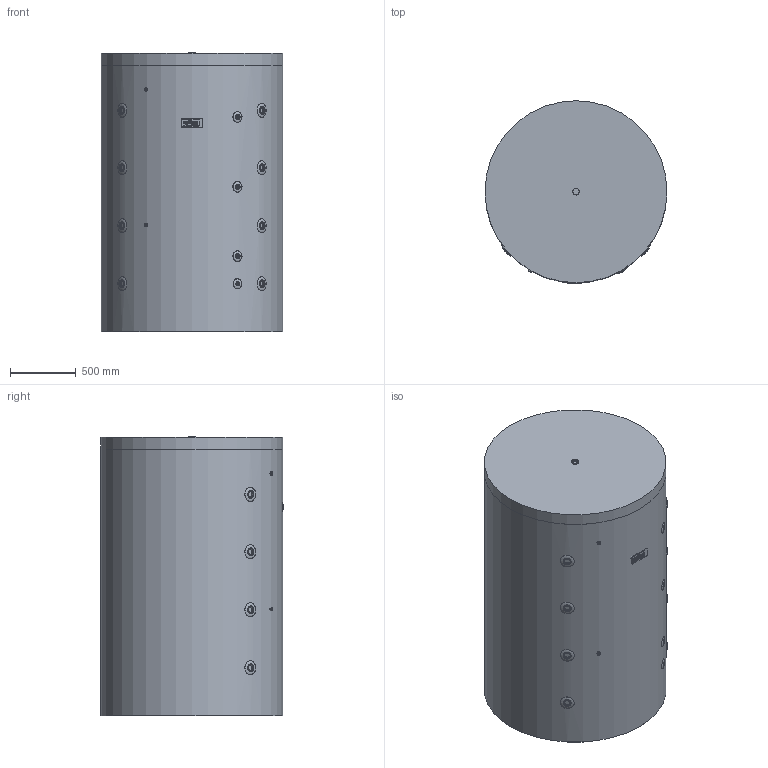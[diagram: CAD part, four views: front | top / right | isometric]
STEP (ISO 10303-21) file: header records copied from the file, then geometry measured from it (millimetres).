
FILE_DESCRIPTION(/* description */ (''),/* implementation_level */ '2;1');
FILE_NAME(/* name */ '3d_HF2000_1silver-8502900.stp',/* time_stamp */ '2015-12-08T08:05:48+01:00',/* author */ ('Andrzej'),/* organization */ (''),/* preprocessor_version */ 'ST-DEVELOPER v15.5',/* originating_system */ 'AutoCAD Mechanical',/* authorisation */ '');
FILE_SCHEMA (('AUTOMOTIVE_DESIGN { 1 0 10303 214 3 1 1 }'));
Length unit declared in the file: millimetre
Products named in the file (1): Product
Bounding box: 1380 x 1382.92 x 2122 mm (x, y, z)
Volume: 2940355637.9 mm3; surface area: 52073520.1 mm2
Topology: 35 solids, 35 shells, 464 faces, 1096 edges, 722 vertices
Faces by surface type: plane 202, cylinder 184, bspline 26, torus 26, sphere 15, cone 11
Full cylindrical faces by diameter (mm): 21.3 x6, 27 x14, 28 x1, 29 x1, 35 x3, 36 x3, 48.3 x9, 50 x2, 55 x8, 56 x32, 1200 x4, 1379 x2, 1380 x2
Entity records: 20105 total; most frequent: CARTESIAN_POINT 9693, DIRECTION 2168, ORIENTED_EDGE 1900, EDGE_CURVE 950, AXIS2_PLACEMENT_3D 873, VERTEX_POINT 708, EDGE_LOOP 698, FACE_OUTER_BOUND 464
